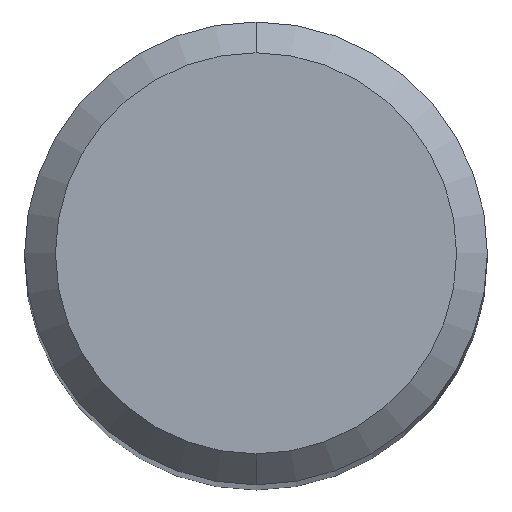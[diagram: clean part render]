
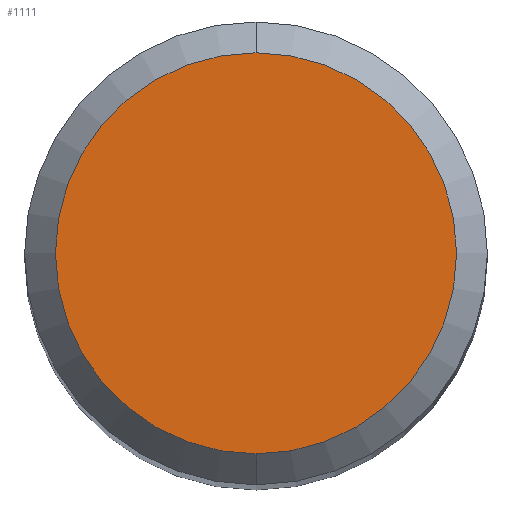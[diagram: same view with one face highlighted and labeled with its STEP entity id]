
A CAD part, top view. The second image highlights one B-rep face of the part: STEP entity #1111.
In plain terms, the highlighted planar face has unit normal (0, 0, 1).
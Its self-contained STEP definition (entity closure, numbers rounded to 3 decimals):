
#1021=EDGE_CURVE('',#1219,#1335,#2172,.T.);
#1111=ADVANCED_FACE('',(#2271),#2272,.T.);
#1219=VERTEX_POINT('',#2389);
#1223=EDGE_CURVE('',#1335,#1219,#2393,.T.);
#1335=VERTEX_POINT('',#2510);
#2172=CIRCLE('',#8605,2.6);
#2271=FACE_OUTER_BOUND('',#10351,.T.);
#2272=PLANE('',#10352);
#2389=CARTESIAN_POINT('',(0.0,2.6,0.0));
#2393=CIRCLE('',#11623,2.6);
#2510=CARTESIAN_POINT('',(0.,-2.6,0.0));
#8605=AXIS2_PLACEMENT_3D('',#16194,#16195,#16196);
#10351=EDGE_LOOP('',(#16288,#16289));
#10352=AXIS2_PLACEMENT_3D('',#16290,#16291,#16292);
#11623=AXIS2_PLACEMENT_3D('',#16403,#16404,#16405);
#16194=CARTESIAN_POINT('',(0.0,0.0,0.0));
#16195=DIRECTION('',(0.0,0.0,-1.0));
#16196=DIRECTION('',(0.0,1.0,0.0));
#16288=ORIENTED_EDGE('',*,*,#1021,.F.);
#16289=ORIENTED_EDGE('',*,*,#1223,.F.);
#16290=CARTESIAN_POINT('',(0.0,1.3,0.0));
#16291=DIRECTION('',(-0.0,0.0,1.0));
#16292=DIRECTION('',(0.0,-1.0,0.0));
#16403=CARTESIAN_POINT('',(0.0,0.0,0.0));
#16404=DIRECTION('',(0.0,0.0,-1.0));
#16405=DIRECTION('',(0.0,1.0,0.0));
